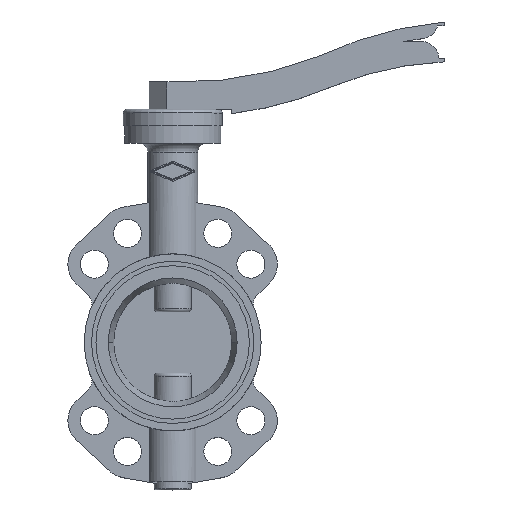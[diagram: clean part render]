
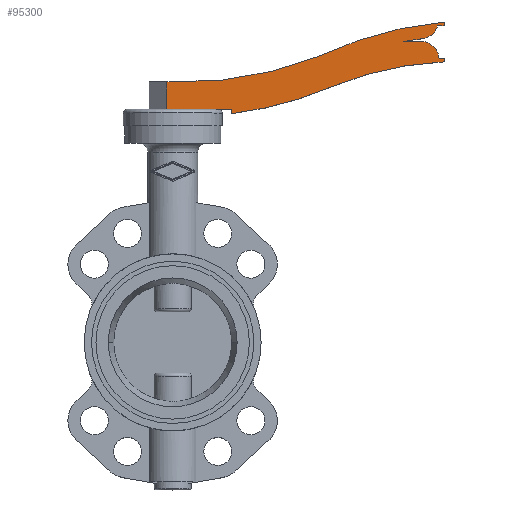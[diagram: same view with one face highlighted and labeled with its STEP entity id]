
A CAD part, top view. The second image highlights one B-rep face of the part: STEP entity #95300.
In plain terms, the highlighted planar face has unit normal (0, 0, 1).
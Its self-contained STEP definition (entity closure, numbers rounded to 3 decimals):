
#88350=CARTESIAN_POINT('',(-4.,176.6,-13.));
#88360=VERTEX_POINT('',#88350);
#88390=CARTESIAN_POINT('',(-4.,155.,-13.));
#88400=DIRECTION('',(0.,-1.,0.));
#88410=VECTOR('',#88400,1.);
#88420=LINE('',#88390,#88410);
#88430=CARTESIAN_POINT('',(-4.,158.,-13.));
#88440=VERTEX_POINT('',#88430);
#88450=EDGE_CURVE('',#88360,#88440,#88420,.T.);
#89060=CARTESIAN_POINT('',(-16.,158.,-13.));
#89070=DIRECTION('',(1.,0.,0.));
#89080=VECTOR('',#89070,1.);
#89090=LINE('',#89060,#89080);
#89100=CARTESIAN_POINT('',(39.8,158.,-13.));
#89110=VERTEX_POINT('',#89100);
#89120=EDGE_CURVE('',#88440,#89110,#89090,.T.);
#90790=CARTESIAN_POINT('',(39.8,158.,-13.));
#90800=DIRECTION('',(0.,-1.,0.));
#90810=VECTOR('',#90800,1.);
#90820=LINE('',#90790,#90810);
#90830=CARTESIAN_POINT('',(39.8,155.,-13.));
#90840=VERTEX_POINT('',#90830);
#90850=EDGE_CURVE('',#89110,#90840,#90820,.T.);
#91100=CARTESIAN_POINT('',(8.039,408.014,-13.));
#91110=DIRECTION('',(0.,0.,1.));
#91120=DIRECTION('',(0.125,-0.992,0.));
#91130=AXIS2_PLACEMENT_3D('',#91100,#91110,#91120);
#91140=CIRCLE('',#91130,255.);
#91150=CARTESIAN_POINT('',(107.,173.,-13.));
#91160=VERTEX_POINT('',#91150);
#91170=EDGE_CURVE('',#90840,#91160,#91140,.T.);
#91420=CARTESIAN_POINT('',(193.348,-32.604,-13.));
#91430=DIRECTION('',(0.,0.,-1.));
#91440=DIRECTION('',(-0.387,0.922,0.));
#91450=AXIS2_PLACEMENT_3D('',#91420,#91430,#91440);
#91460=CIRCLE('',#91450,223.);
#91470=CARTESIAN_POINT('',(184.,190.2,-13.));
#91480=VERTEX_POINT('',#91470);
#91490=EDGE_CURVE('',#91160,#91480,#91460,.T.);
#91740=CARTESIAN_POINT('',(184.,190.2,-13.));
#91750=DIRECTION('',(0.,1.,0.));
#91760=VECTOR('',#91750,1.);
#91770=LINE('',#91740,#91760);
#91780=CARTESIAN_POINT('',(184.,192.7,-13.));
#91790=VERTEX_POINT('',#91780);
#91800=EDGE_CURVE('',#91480,#91790,#91770,.T.);
#92050=CARTESIAN_POINT('',(184.,192.7,-13.));
#92060=DIRECTION('',(-1.,0.,0.));
#92070=VECTOR('',#92060,1.);
#92080=LINE('',#92050,#92070);
#92090=CARTESIAN_POINT('',(180.6,192.7,-13.));
#92100=VERTEX_POINT('',#92090);
#92110=EDGE_CURVE('',#91790,#92100,#92080,.T.);
#92360=CARTESIAN_POINT('',(168.147,191.623,-13.));
#92370=DIRECTION('',(0.,0.,1.));
#92380=DIRECTION('',(0.996,0.086,0.));
#92390=AXIS2_PLACEMENT_3D('',#92360,#92370,#92380);
#92400=CIRCLE('',#92390,12.5);
#92410=CARTESIAN_POINT('',(168.015,204.122,-13.));
#92420=VERTEX_POINT('',#92410);
#92430=EDGE_CURVE('',#92100,#92420,#92400,.T.);
#92680=CARTESIAN_POINT('',(168.015,204.122,-13.));
#92690=DIRECTION('',(-1.,-0.01,0.));
#92700=VECTOR('',#92690,1.);
#92710=LINE('',#92680,#92700);
#92720=CARTESIAN_POINT('',(156.4,204.,-13.));
#92730=VERTEX_POINT('',#92720);
#92740=EDGE_CURVE('',#92420,#92730,#92710,.T.);
#92990=CARTESIAN_POINT('',(156.4,204.,-13.));
#93000=DIRECTION('',(0.989,0.147,0.));
#93010=VECTOR('',#93000,1.);
#93020=LINE('',#92990,#93010);
#93030=CARTESIAN_POINT('',(169.9,206.,-13.));
#93040=VERTEX_POINT('',#93030);
#93050=EDGE_CURVE('',#92730,#93040,#93020,.T.);
#93300=CARTESIAN_POINT('',(167.733,218.311,-13.));
#93310=DIRECTION('',(0.,0.,1.));
#93320=DIRECTION('',(0.173,-0.985,0.));
#93330=AXIS2_PLACEMENT_3D('',#93300,#93310,#93320);
#93340=CIRCLE('',#93330,12.5);
#93350=CARTESIAN_POINT('',(179.7,214.7,-13.));
#93360=VERTEX_POINT('',#93350);
#93370=EDGE_CURVE('',#93040,#93360,#93340,.T.);
#93620=CARTESIAN_POINT('',(179.7,214.7,-13.));
#93630=DIRECTION('',(1.,0.,0.));
#93640=VECTOR('',#93630,1.);
#93650=LINE('',#93620,#93640);
#93660=CARTESIAN_POINT('',(184.,214.7,-13.));
#93670=VERTEX_POINT('',#93660);
#93680=EDGE_CURVE('',#93360,#93670,#93650,.T.);
#93930=CARTESIAN_POINT('',(184.,214.7,-13.));
#93940=DIRECTION('',(0.,1.,0.));
#93950=VECTOR('',#93940,1.);
#93960=LINE('',#93930,#93950);
#93970=CARTESIAN_POINT('',(184.,217.2,-13.));
#93980=VERTEX_POINT('',#93970);
#93990=EDGE_CURVE('',#93670,#93980,#93960,.T.);
#94240=CARTESIAN_POINT('',(207.925,-36.675,-13.));
#94250=DIRECTION('',(0.,0.,1.));
#94260=DIRECTION('',(-0.094,0.996,0.));
#94270=AXIS2_PLACEMENT_3D('',#94240,#94250,#94260);
#94280=CIRCLE('',#94270,255.);
#94290=CARTESIAN_POINT('',(99.,193.89,-13.));
#94300=VERTEX_POINT('',#94290);
#94310=EDGE_CURVE('',#93980,#94300,#94280,.T.);
#94560=CARTESIAN_POINT('',(7.367,426.491,-13.));
#94570=DIRECTION('',(0.,0.,-1.));
#94580=DIRECTION('',(0.367,-0.93,0.));
#94590=AXIS2_PLACEMENT_3D('',#94560,#94570,#94580);
#94600=CIRCLE('',#94590,250.);
#94610=CARTESIAN_POINT('',(0.,176.6,-13.));
#94620=VERTEX_POINT('',#94610);
#94630=EDGE_CURVE('',#94300,#94620,#94600,.T.);
#94900=CARTESIAN_POINT('',(0.,176.6,-13.));
#94910=DIRECTION('',(-1.,0.,0.));
#94920=VECTOR('',#94910,1.);
#94930=LINE('',#94900,#94920);
#94940=EDGE_CURVE('',#94620,#88360,#94930,.T.);
#95070=CARTESIAN_POINT('',(0.,155.,-13.));
#95080=DIRECTION('',(0.,0.,1.));
#95090=DIRECTION('',(1.,0.,0.));
#95100=AXIS2_PLACEMENT_3D('',#95070,#95080,#95090);
#95110=PLANE('',#95100);
#95120=ORIENTED_EDGE('',*,*,#94940,.T.);
#95130=ORIENTED_EDGE('',*,*,#94630,.T.);
#95140=ORIENTED_EDGE('',*,*,#94310,.T.);
#95150=ORIENTED_EDGE('',*,*,#93990,.T.);
#95160=ORIENTED_EDGE('',*,*,#93680,.T.);
#95170=ORIENTED_EDGE('',*,*,#93370,.T.);
#95180=ORIENTED_EDGE('',*,*,#93050,.T.);
#95190=ORIENTED_EDGE('',*,*,#92740,.T.);
#95200=ORIENTED_EDGE('',*,*,#92430,.T.);
#95210=ORIENTED_EDGE('',*,*,#92110,.T.);
#95220=ORIENTED_EDGE('',*,*,#91800,.T.);
#95230=ORIENTED_EDGE('',*,*,#91490,.T.);
#95240=ORIENTED_EDGE('',*,*,#91170,.T.);
#95250=ORIENTED_EDGE('',*,*,#90850,.T.);
#95260=ORIENTED_EDGE('',*,*,#89120,.T.);
#95270=ORIENTED_EDGE('',*,*,#88450,.T.);
#95280=EDGE_LOOP('',(#95270,#95260,#95250,#95240,#95230,#95220,#95210,
#95200,#95190,#95180,#95170,#95160,#95150,#95140,#95130,#95120));
#95290=FACE_OUTER_BOUND('',#95280,.T.);
#95300=ADVANCED_FACE('',(#95290),#95110,.T.);
